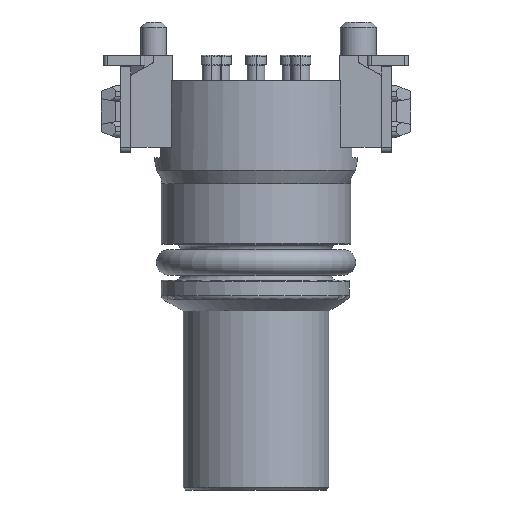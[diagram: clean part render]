
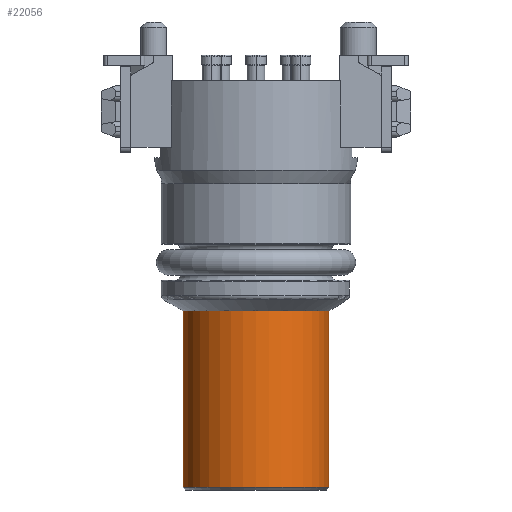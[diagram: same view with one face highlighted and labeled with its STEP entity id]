
A CAD part, left-side view. The second image highlights one B-rep face of the part: STEP entity #22056.
In plain terms, the highlighted cylindrical face has radius 2.85 mm (diameter 5.7 mm), a partial arc.
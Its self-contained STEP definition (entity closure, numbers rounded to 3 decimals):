
#1153 = CARTESIAN_POINT ( 'NONE',  ( 0., 0., -16.9 ) ) ;
#1493 = DIRECTION ( 'NONE',  ( 0., 0., -1. ) ) ;
#2405 = DIRECTION ( 'NONE',  ( 0., -1., 0. ) ) ;
#4055 = VECTOR ( 'NONE', #19766, 1000. ) ;
#5803 = CARTESIAN_POINT ( 'NONE',  ( 0., 0., -10. ) ) ;
#5988 = CARTESIAN_POINT ( 'NONE',  ( 0., 2.85, -16.9 ) ) ;
#6053 = LINE ( 'NONE', #16428, #4055 ) ;
#6134 = EDGE_CURVE ( 'NONE', #11090, #13582, #6723, .T. ) ;
#6251 = EDGE_CURVE ( 'NONE', #18087, #13582, #16512, .T. ) ;
#6371 = CARTESIAN_POINT ( 'NONE',  ( 0., 2.85, -10. ) ) ;
#6723 = LINE ( 'NONE', #6371, #14297 ) ;
#8007 = CARTESIAN_POINT ( 'NONE',  ( 0., -2.85, -10. ) ) ;
#9450 = DIRECTION ( 'NONE',  ( 0., 0., -1. ) ) ;
#9763 = DIRECTION ( 'NONE',  ( 0., 1., 0. ) ) ;
#10363 = ORIENTED_EDGE ( 'NONE', *, *, #6134, .T. ) ;
#10645 = AXIS2_PLACEMENT_3D ( 'NONE', #1153, #1493, #16981 ) ;
#11090 = VERTEX_POINT ( 'NONE', #18722 ) ;
#12620 = EDGE_LOOP ( 'NONE', ( #18758, #15955, #10363, #21475 ) ) ;
#13099 = AXIS2_PLACEMENT_3D ( 'NONE', #5803, #9450, #2405 ) ;
#13582 = VERTEX_POINT ( 'NONE', #5988 ) ;
#14005 = CARTESIAN_POINT ( 'NONE',  ( 0., -2.85, -16.9 ) ) ;
#14100 = EDGE_CURVE ( 'NONE', #21395, #18087, #6053, .T. ) ;
#14297 = VECTOR ( 'NONE', #21914, 1000. ) ;
#14990 = DIRECTION ( 'NONE',  ( 0., 0., 1. ) ) ;
#15237 = CARTESIAN_POINT ( 'NONE',  ( 0., 0., -17.8 ) ) ;
#15955 = ORIENTED_EDGE ( 'NONE', *, *, #20121, .T. ) ;
#16428 = CARTESIAN_POINT ( 'NONE',  ( 0., -2.85, -10. ) ) ;
#16512 = CIRCLE ( 'NONE', #10645, 2.85 ) ;
#16981 = DIRECTION ( 'NONE',  ( 0., -1., 0. ) ) ;
#18087 = VERTEX_POINT ( 'NONE', #14005 ) ;
#18556 = FACE_OUTER_BOUND ( 'NONE', #12620, .T. ) ;
#18722 = CARTESIAN_POINT ( 'NONE',  ( 0., 2.85, -10. ) ) ;
#18758 = ORIENTED_EDGE ( 'NONE', *, *, #14100, .F. ) ;
#19766 = DIRECTION ( 'NONE',  ( 0., 0., -1. ) ) ;
#19792 = AXIS2_PLACEMENT_3D ( 'NONE', #15237, #14990, #9763 ) ;
#20121 = EDGE_CURVE ( 'NONE', #21395, #11090, #21545, .T. ) ;
#21395 = VERTEX_POINT ( 'NONE', #8007 ) ;
#21475 = ORIENTED_EDGE ( 'NONE', *, *, #6251, .F. ) ;
#21545 = CIRCLE ( 'NONE', #13099, 2.85 ) ;
#21914 = DIRECTION ( 'NONE',  ( 0., 0., -1. ) ) ;
#22056 = ADVANCED_FACE ( 'NONE', ( #18556 ), #22231, .T. ) ;
#22231 = CYLINDRICAL_SURFACE ( 'NONE', #19792, 2.85 ) ;
